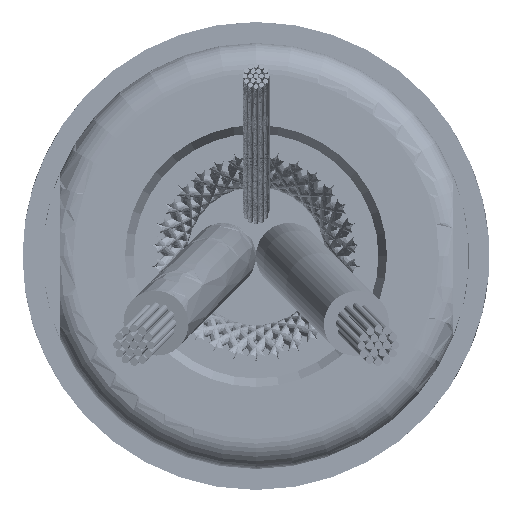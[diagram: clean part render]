
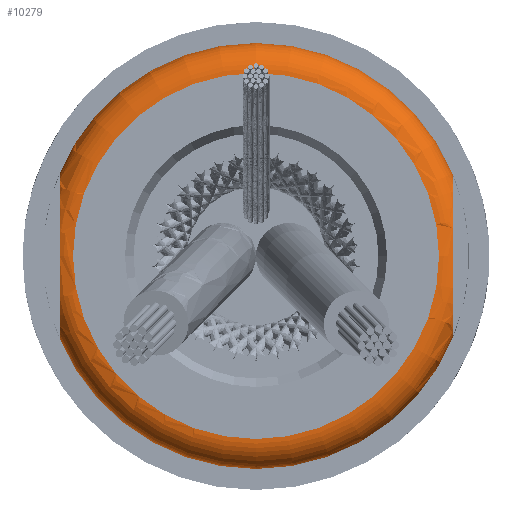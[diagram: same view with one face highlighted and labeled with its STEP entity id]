
A CAD part, front view. The second image highlights one B-rep face of the part: STEP entity #10279.
In plain terms, the highlighted toroidal (fillet/blend) face has major radius 4.648 mm and minor radius 0.762 mm.
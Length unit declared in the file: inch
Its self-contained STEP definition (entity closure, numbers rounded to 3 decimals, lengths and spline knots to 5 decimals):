
#1045=TOROIDAL_SURFACE('',#11310,0.183,0.03);
#1505=FACE_OUTER_BOUND('',#2217,.T.);
#2217=EDGE_LOOP('',(#7393,#7394,#7395,#7396,#7397,#7398,#7399,#7400));
#3043=B_SPLINE_CURVE_WITH_KNOTS('',3,(#18449,#18450,#18451,#18452,#18453,
#18454,#18455,#18456,#18457,#18458,#18459,#18460,#18461,#18462,#18463,#18464,
#18465,#18466,#18467),.UNSPECIFIED.,.F.,.F.,(4,2,2,2,3,2,2,2,4),(-0.22139,
-0.20719,-0.18725,-0.15215,0.,0.15215,
0.18725,0.20719,0.22139),.UNSPECIFIED.);
#3044=B_SPLINE_CURVE_WITH_KNOTS('',3,(#18480,#18481,#18482,#18483,#18484,
#18485,#18486,#18487,#18488,#18489),.UNSPECIFIED.,.F.,.F.,(4,2,2,2,4),(0.,
0.15215,0.18725,0.20719,0.22139),
 .UNSPECIFIED.);
#3045=B_SPLINE_CURVE_WITH_KNOTS('',3,(#18491,#18492,#18493,#18494,#18495,
#18496,#18497,#18498,#18499,#18500),.UNSPECIFIED.,.F.,.F.,(4,2,2,2,4),(-0.22139,
-0.20719,-0.18725,-0.15215,0.),
 .UNSPECIFIED.);
#3093=CIRCLE('',#11307,0.213);
#3095=CIRCLE('',#11309,0.213);
#3096=CIRCLE('',#11311,0.03);
#3097=CIRCLE('',#11312,0.183);
#4847=VERTEX_POINT('',#18446);
#4848=VERTEX_POINT('',#18448);
#4852=VERTEX_POINT('',#18477);
#4853=VERTEX_POINT('',#18479);
#4854=VERTEX_POINT('',#18490);
#4856=VERTEX_POINT('',#18509);
#5882=EDGE_CURVE('',#4848,#4847,#3043,.T.);
#5888=EDGE_CURVE('',#4853,#4852,#3044,.T.);
#5889=EDGE_CURVE('',#4854,#4853,#3045,.T.);
#5891=EDGE_CURVE('',#4852,#4848,#3093,.T.);
#5894=EDGE_CURVE('',#4847,#4854,#3095,.T.);
#5895=EDGE_CURVE('',#4853,#4856,#3096,.T.);
#5896=EDGE_CURVE('',#4856,#4856,#3097,.T.);
#7393=ORIENTED_EDGE('',*,*,#5882,.T.);
#7394=ORIENTED_EDGE('',*,*,#5894,.T.);
#7395=ORIENTED_EDGE('',*,*,#5889,.T.);
#7396=ORIENTED_EDGE('',*,*,#5895,.T.);
#7397=ORIENTED_EDGE('',*,*,#5896,.T.);
#7398=ORIENTED_EDGE('',*,*,#5895,.F.);
#7399=ORIENTED_EDGE('',*,*,#5888,.T.);
#7400=ORIENTED_EDGE('',*,*,#5891,.T.);
#10279=ADVANCED_FACE('',(#1505),#1045,.T.);
#11307=AXIS2_PLACEMENT_3D('',#18503,#12945,#12946);
#11309=AXIS2_PLACEMENT_3D('',#18507,#12950,#12951);
#11310=AXIS2_PLACEMENT_3D('',#18508,#12952,#12953);
#11311=AXIS2_PLACEMENT_3D('',#18510,#12954,#12955);
#11312=AXIS2_PLACEMENT_3D('',#18511,#12956,#12957);
#12945=DIRECTION('center_axis',(0.,0.,1.));
#12946=DIRECTION('ref_axis',(-1.,0.,0.));
#12950=DIRECTION('center_axis',(0.,0.,1.));
#12951=DIRECTION('ref_axis',(-1.,0.,0.));
#12952=DIRECTION('center_axis',(0.,0.,-1.));
#12953=DIRECTION('ref_axis',(-1.,0.,0.));
#12954=DIRECTION('center_axis',(0.,-1.,0.));
#12955=DIRECTION('ref_axis',(1.,0.,0.));
#12956=DIRECTION('center_axis',(0.,0.,-1.));
#12957=DIRECTION('ref_axis',(-1.,0.,0.));
#18446=CARTESIAN_POINT('',(-0.1965,-0.0822,0.402));
#18448=CARTESIAN_POINT('',(-0.1965,0.0822,0.402));
#18449=CARTESIAN_POINT('Ctrl Pts',(-0.1965,0.0822,0.402));
#18450=CARTESIAN_POINT('Ctrl Pts',(-0.1965,0.0822,0.40386));
#18451=CARTESIAN_POINT('Ctrl Pts',(-0.1965,0.08162,0.40602));
#18452=CARTESIAN_POINT('Ctrl Pts',(-0.1965,0.0796,0.41002));
#18453=CARTESIAN_POINT('Ctrl Pts',(-0.1965,0.07749,0.41235));
#18454=CARTESIAN_POINT('Ctrl Pts',(-0.1965,0.07191,0.41693));
#18455=CARTESIAN_POINT('Ctrl Pts',(-0.1965,0.06695,0.41937));
#18456=CARTESIAN_POINT('Ctrl Pts',(-0.1965,0.04391,0.42793));
#18457=CARTESIAN_POINT('Ctrl Pts',(-0.1965,0.01997,0.42879));
#18458=CARTESIAN_POINT('Ctrl Pts',(-0.1965,0.,0.42879));
#18459=CARTESIAN_POINT('Ctrl Pts',(-0.1965,-0.01997,0.42879));
#18460=CARTESIAN_POINT('Ctrl Pts',(-0.1965,-0.04391,0.42793));
#18461=CARTESIAN_POINT('Ctrl Pts',(-0.1965,-0.06695,0.41937));
#18462=CARTESIAN_POINT('Ctrl Pts',(-0.1965,-0.07191,0.41693));
#18463=CARTESIAN_POINT('Ctrl Pts',(-0.1965,-0.07749,0.41235));
#18464=CARTESIAN_POINT('Ctrl Pts',(-0.1965,-0.0796,0.41002));
#18465=CARTESIAN_POINT('Ctrl Pts',(-0.1965,-0.08162,0.40602));
#18466=CARTESIAN_POINT('Ctrl Pts',(-0.1965,-0.0822,0.40386));
#18467=CARTESIAN_POINT('Ctrl Pts',(-0.1965,-0.0822,0.402));
#18477=CARTESIAN_POINT('',(0.1965,0.0822,0.402));
#18479=CARTESIAN_POINT('',(0.1965,0.,0.42879));
#18480=CARTESIAN_POINT('Ctrl Pts',(0.1965,0.,0.42879));
#18481=CARTESIAN_POINT('Ctrl Pts',(0.1965,0.01997,0.42879));
#18482=CARTESIAN_POINT('Ctrl Pts',(0.1965,0.04391,0.42793));
#18483=CARTESIAN_POINT('Ctrl Pts',(0.1965,0.06695,0.41937));
#18484=CARTESIAN_POINT('Ctrl Pts',(0.1965,0.07191,0.41693));
#18485=CARTESIAN_POINT('Ctrl Pts',(0.1965,0.07749,0.41235));
#18486=CARTESIAN_POINT('Ctrl Pts',(0.1965,0.0796,0.41002));
#18487=CARTESIAN_POINT('Ctrl Pts',(0.1965,0.08162,0.40602));
#18488=CARTESIAN_POINT('Ctrl Pts',(0.1965,0.0822,0.40386));
#18489=CARTESIAN_POINT('Ctrl Pts',(0.1965,0.0822,0.402));
#18490=CARTESIAN_POINT('',(0.1965,-0.0822,0.402));
#18491=CARTESIAN_POINT('Ctrl Pts',(0.1965,-0.0822,0.402));
#18492=CARTESIAN_POINT('Ctrl Pts',(0.1965,-0.0822,0.40386));
#18493=CARTESIAN_POINT('Ctrl Pts',(0.1965,-0.08162,0.40602));
#18494=CARTESIAN_POINT('Ctrl Pts',(0.1965,-0.0796,0.41002));
#18495=CARTESIAN_POINT('Ctrl Pts',(0.1965,-0.07749,0.41235));
#18496=CARTESIAN_POINT('Ctrl Pts',(0.1965,-0.07191,0.41693));
#18497=CARTESIAN_POINT('Ctrl Pts',(0.1965,-0.06695,0.41937));
#18498=CARTESIAN_POINT('Ctrl Pts',(0.1965,-0.04391,0.42793));
#18499=CARTESIAN_POINT('Ctrl Pts',(0.1965,-0.01997,0.42879));
#18500=CARTESIAN_POINT('Ctrl Pts',(0.1965,0.,0.42879));
#18503=CARTESIAN_POINT('Origin',(0.,0.,0.402));
#18507=CARTESIAN_POINT('Origin',(0.,0.,0.402));
#18508=CARTESIAN_POINT('Origin',(0.,0.,0.402));
#18509=CARTESIAN_POINT('',(0.183,0.,0.432));
#18510=CARTESIAN_POINT('Origin',(0.183,0.,0.402));
#18511=CARTESIAN_POINT('Origin',(0.,0.,0.432));
